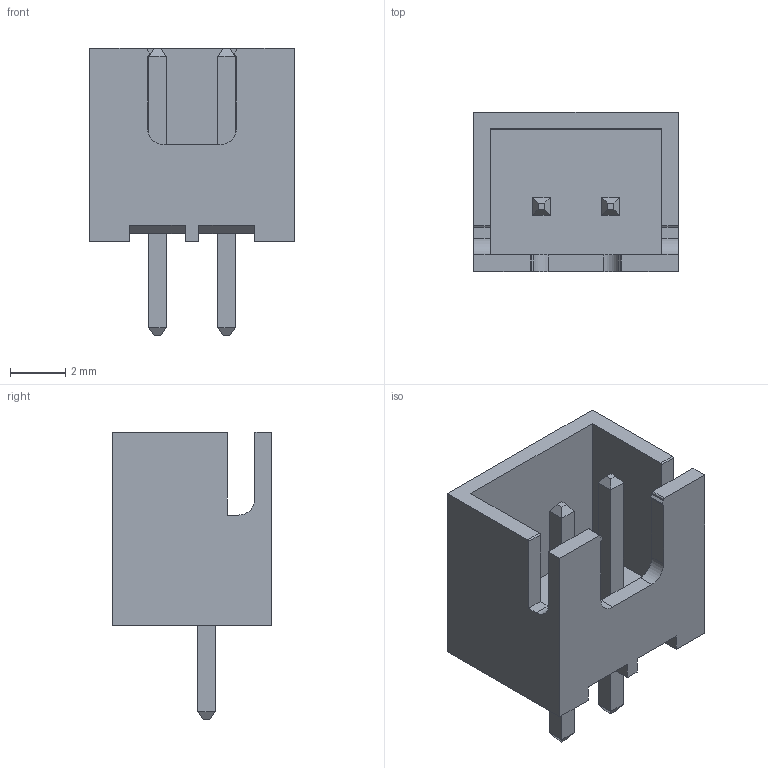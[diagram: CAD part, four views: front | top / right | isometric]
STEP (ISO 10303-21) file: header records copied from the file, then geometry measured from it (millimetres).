
FILE_DESCRIPTION(('FreeCAD Model'),'2;1');
FILE_NAME('Open CASCADE Shape Model','2024-01-26T20:47:55',(''),(''), 'Open CASCADE STEP processor 7.7','FreeCAD','Unknown');
FILE_SCHEMA(('AUTOMOTIVE_DESIGN { 1 0 10303 214 1 1 1 1 }'));
Length unit declared in the file: millimetre
Products named in the file (4): Part; Body; Array; Leg
Assembly tree (4 placements, depth 3):
  Part
    Body
    Array
      Leg  x2
Bounding box: 7.4 x 5.75 x 10.4 mm (x, y, z)
Volume: 132.8 mm3; surface area: 425.9 mm2
Topology: 3 solids, 3 shells, 86 faces, 224 edges, 144 vertices
Faces by surface type: plane 76, cylinder 10
Entity records: 2337 total; most frequent: CARTESIAN_POINT 401, ORIENTED_EDGE 392, DIRECTION 370, EDGE_CURVE 196, LINE 176, VECTOR 176, VERTEX_POINT 128, AXIS2_PLACEMENT_3D 97
